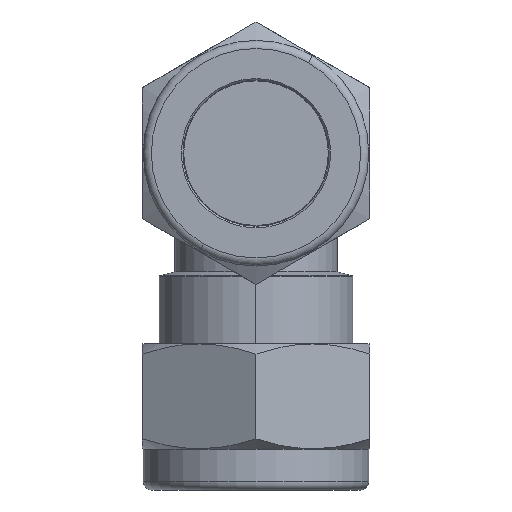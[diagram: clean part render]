
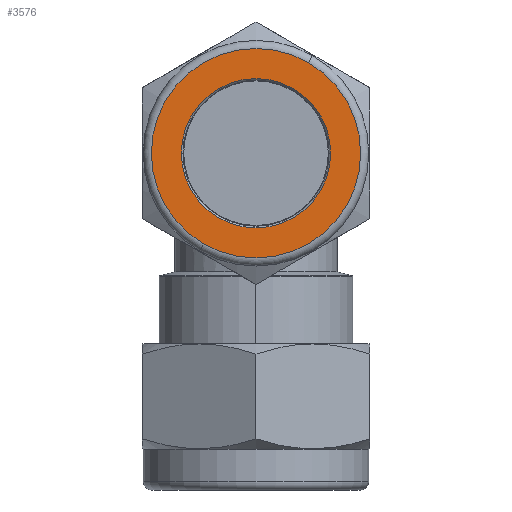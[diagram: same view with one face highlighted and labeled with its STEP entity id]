
A CAD part, left-side view. The second image highlights one B-rep face of the part: STEP entity #3576.
In plain terms, the highlighted planar face has unit normal (-1, 0, 0).
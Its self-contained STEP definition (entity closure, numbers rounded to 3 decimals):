
#383 = EDGE_CURVE ( 'NONE', #677, #680, #1062, .T. ) ;
#390 = EDGE_CURVE ( 'NONE', #684, #683, #1069, .T. ) ;
#677 = VERTEX_POINT ( 'NONE', #2470 ) ;
#680 = VERTEX_POINT ( 'NONE', #2473 ) ;
#683 = VERTEX_POINT ( 'NONE', #2476 ) ;
#684 = VERTEX_POINT ( 'NONE', #2477 ) ;
#790 = ORIENTED_EDGE ( 'NONE', *, *, #390, .T. ) ;
#791 = ORIENTED_EDGE ( 'NONE', *, *, #1631, .T. ) ;
#792 = ORIENTED_EDGE ( 'NONE', *, *, #383, .T. ) ;
#793 = ORIENTED_EDGE ( 'NONE', *, *, #1632, .T. ) ;
#848 = EDGE_LOOP ( 'NONE', ( #792, #793 ) ) ;
#855 = EDGE_LOOP ( 'NONE', ( #790, #791 ) ) ;
#1062 = CIRCLE ( 'NONE', #1670, 9.2 ) ;
#1069 = CIRCLE ( 'NONE', #1674, 12.9 ) ;
#1083 = CARTESIAN_POINT ( 'NONE',  ( -41.5, 0., 0. ) ) ;
#1085 = DIRECTION ( 'NONE',  ( -1., 0., 0. ) ) ;
#1087 = DIRECTION ( 'NONE',  ( 0., -0.5, 0.866 ) ) ;
#1093 = CARTESIAN_POINT ( 'NONE',  ( -41.5, 0., 0. ) ) ;
#1095 = DIRECTION ( 'NONE',  ( 1., 0., 0. ) ) ;
#1097 = DIRECTION ( 'NONE',  ( 0., 0.5, -0.866 ) ) ;
#1565 = DIRECTION ( 'NONE',  ( -1., 0., 0. ) ) ;
#1566 = CARTESIAN_POINT ( 'NONE',  ( -41.5, 12.038, 6.95 ) ) ;
#1568 = PLANE ( 'NONE',  #1817 ) ;
#1570 = DIRECTION ( 'NONE',  ( 0., -0.5, 0.866 ) ) ;
#1631 = EDGE_CURVE ( 'NONE', #683, #684, #3303, .T. ) ;
#1632 = EDGE_CURVE ( 'NONE', #680, #677, #3304, .T. ) ;
#1670 = AXIS2_PLACEMENT_3D ( 'NONE', #3136, #3137, #3138 ) ;
#1674 = AXIS2_PLACEMENT_3D ( 'NONE', #3153, #3154, #3155 ) ;
#1773 = AXIS2_PLACEMENT_3D ( 'NONE', #1083, #1085, #1087 ) ;
#1774 = AXIS2_PLACEMENT_3D ( 'NONE', #1093, #1095, #1097 ) ;
#1817 = AXIS2_PLACEMENT_3D ( 'NONE', #1566, #1565, #1570 ) ;
#2470 = CARTESIAN_POINT ( 'NONE',  ( -41.5, -4.6, 7.967 ) ) ;
#2473 = CARTESIAN_POINT ( 'NONE',  ( -41.5, 4.6, -7.967 ) ) ;
#2476 = CARTESIAN_POINT ( 'NONE',  ( -41.5, 6.45, -11.172 ) ) ;
#2477 = CARTESIAN_POINT ( 'NONE',  ( -41.5, -6.45, 11.172 ) ) ;
#3136 = CARTESIAN_POINT ( 'NONE',  ( -41.5, 0., 0. ) ) ;
#3137 = DIRECTION ( 'NONE',  ( 1., 0., 0. ) ) ;
#3138 = DIRECTION ( 'NONE',  ( 0., 0.5, -0.866 ) ) ;
#3153 = CARTESIAN_POINT ( 'NONE',  ( -41.5, 0., 0. ) ) ;
#3154 = DIRECTION ( 'NONE',  ( -1., 0., 0. ) ) ;
#3155 = DIRECTION ( 'NONE',  ( 0., -0.5, 0.866 ) ) ;
#3303 = CIRCLE ( 'NONE', #1773, 12.9 ) ;
#3304 = CIRCLE ( 'NONE', #1774, 9.2 ) ;
#3386 = FACE_OUTER_BOUND ( 'NONE', #855, .T. ) ;
#3388 = FACE_BOUND ( 'NONE', #848, .T. ) ;
#3576 = ADVANCED_FACE ( 'NONE', ( #3386, #3388 ), #1568, .T. ) ;
